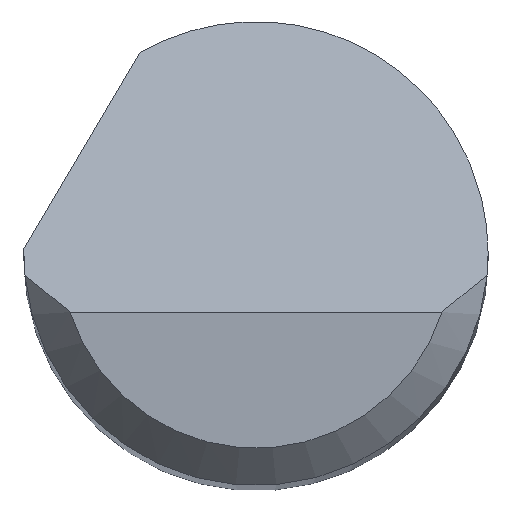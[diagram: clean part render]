
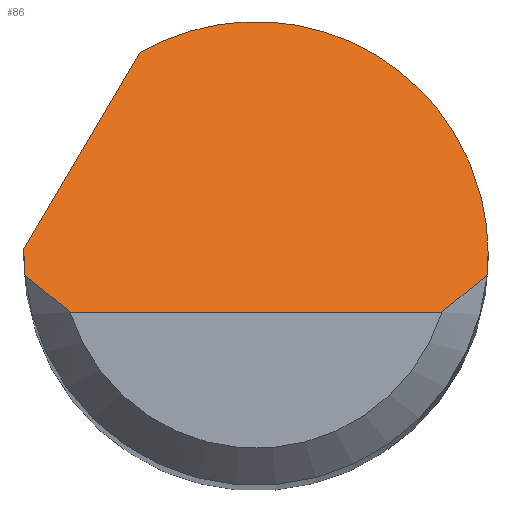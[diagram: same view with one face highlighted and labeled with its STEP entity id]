
A CAD part, top view. The second image highlights one B-rep face of the part: STEP entity #86.
In plain terms, the highlighted planar face has unit normal (0, 0.707, 0.707).
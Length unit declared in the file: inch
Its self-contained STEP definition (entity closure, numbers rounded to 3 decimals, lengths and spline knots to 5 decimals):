
#10 = CARTESIAN_POINT ( 'NONE',  ( -0.09375, -0.00292, 1.47917 ) ) ;
#36 = VERTEX_POINT ( 'NONE', #615 ) ;
#38 = CARTESIAN_POINT ( 'NONE',  ( -0.07508, -0.02375, 1.5 ) ) ;
#39 = CARTESIAN_POINT ( 'NONE',  ( -0.09334, -0.00875, 1.485 ) ) ;
#42 =( BOUNDED_CURVE ( )  B_SPLINE_CURVE ( 3, ( #99, #612, #329, #316 ),
 .UNSPECIFIED., .F., .F. ) 
 B_SPLINE_CURVE_WITH_KNOTS ( ( 4, 4 ),
 ( 4.71239, 4.73372 ),
 .UNSPECIFIED. ) 
 CURVE ( )  GEOMETRIC_REPRESENTATION_ITEM ( )  RATIONAL_B_SPLINE_CURVE ( ( 1., 1., 1., 1. ) ) 
 REPRESENTATION_ITEM ( '' )  );
#46 = CARTESIAN_POINT ( 'NONE',  ( 0.08157, -0.019, 1.49525 ) ) ;
#50 = ORIENTED_EDGE ( 'NONE', *, *, #151, .T. ) ;
#53 = EDGE_CURVE ( 'NONE', #36, #470, #234, .T. ) ;
#58 = CARTESIAN_POINT ( 'NONE',  ( 0.09375, 0., 1.47625 ) ) ;
#64 = EDGE_LOOP ( 'NONE', ( #50, #539, #366, #340, #679, #518, #117, #119 ) ) ;
#73 = CARTESIAN_POINT ( 'NONE',  ( -0.09375, 0., 1.47625 ) ) ;
#74 = CARTESIAN_POINT ( 'NONE',  ( -0.09375, 0., 1.47625 ) ) ;
#75 = VERTEX_POINT ( 'NONE', #760 ) ;
#79 = VERTEX_POINT ( 'NONE', #58 ) ;
#86 = ADVANCED_FACE ( 'NONE', ( #634 ), #569, .F. ) ;
#99 = CARTESIAN_POINT ( 'NONE',  ( -0.09375, 0., 1.47625 ) ) ;
#105 = CARTESIAN_POINT ( 'NONE',  ( -0.0471, 0.08106, 1.39519 ) ) ;
#108 = DIRECTION ( 'NONE',  ( 1., 0., 0. ) ) ;
#112 =( BOUNDED_CURVE ( )  B_SPLINE_CURVE ( 3, ( #348, #720, #10, #74 ),
 .UNSPECIFIED., .F., .T. ) 
 B_SPLINE_CURVE_WITH_KNOTS ( ( 4, 4 ),
 ( 4.61892, 4.71239 ),
 .UNSPECIFIED. ) 
 CURVE ( )  GEOMETRIC_REPRESENTATION_ITEM ( )  RATIONAL_B_SPLINE_CURVE ( ( 1., 0.999, 0.999, 1. ) ) 
 REPRESENTATION_ITEM ( '' )  );
#117 = ORIENTED_EDGE ( 'NONE', *, *, #244, .F. ) ;
#119 = ORIENTED_EDGE ( 'NONE', *, *, #53, .T. ) ;
#131 = EDGE_CURVE ( 'NONE', #456, #79, #288, .T. ) ;
#145 = EDGE_CURVE ( 'NONE', #75, #285, #449, .T. ) ;
#146 = DIRECTION ( 'NONE',  ( 0.385, 0.653, -0.653 ) ) ;
#151 = EDGE_CURVE ( 'NONE', #470, #75, #628, .T. ) ;
#164 = CARTESIAN_POINT ( 'NONE',  ( -0.09375, -0.02375, 1.5 ) ) ;
#169 = VERTEX_POINT ( 'NONE', #216 ) ;
#214 = CARTESIAN_POINT ( 'NONE',  ( 0.09334, -0.00875, 1.485 ) ) ;
#216 = CARTESIAN_POINT ( 'NONE',  ( -0.09373, 0.002, 1.47425 ) ) ;
#220 = CARTESIAN_POINT ( 'NONE',  ( 0.09375, 0., 1.47625 ) ) ;
#234 = B_SPLINE_CURVE_WITH_KNOTS ( 'NONE', 3,
 ( #39, #604, #310, #267 ),
 .UNSPECIFIED., .F., .F.,
 ( 4, 4 ),
 ( 0., 0.00071 ),
 .UNSPECIFIED. ) ;
#237 = AXIS2_PLACEMENT_3D ( 'NONE', #164, #694, #330 ) ;
#244 = EDGE_CURVE ( 'NONE', #36, #635, #112, .T. ) ;
#267 = CARTESIAN_POINT ( 'NONE',  ( -0.07508, -0.02375, 1.5 ) ) ;
#285 = VERTEX_POINT ( 'NONE', #301 ) ;
#288 =( BOUNDED_CURVE ( )  B_SPLINE_CURVE ( 3, ( #105, #689, #403, #220 ),
 .UNSPECIFIED., .F., .F. ) 
 B_SPLINE_CURVE_WITH_KNOTS ( ( 4, 4 ),
 ( 5.75677, 7.85398 ),
 .UNSPECIFIED. ) 
 CURVE ( )  GEOMETRIC_REPRESENTATION_ITEM ( )  RATIONAL_B_SPLINE_CURVE ( ( 1., 0.666, 0.666, 1. ) ) 
 REPRESENTATION_ITEM ( '' )  );
#294 = CARTESIAN_POINT ( 'NONE',  ( -0.10667, -0.01994, 1.49619 ) ) ;
#301 = CARTESIAN_POINT ( 'NONE',  ( 0.09334, -0.00875, 1.485 ) ) ;
#305 = VECTOR ( 'NONE', #108, 39.37008 ) ;
#310 = CARTESIAN_POINT ( 'NONE',  ( -0.08157, -0.019, 1.49525 ) ) ;
#316 = CARTESIAN_POINT ( 'NONE',  ( -0.09373, 0.002, 1.47425 ) ) ;
#322 = CARTESIAN_POINT ( 'NONE',  ( 0.09375, -0.00292, 1.47917 ) ) ;
#329 = CARTESIAN_POINT ( 'NONE',  ( -0.09374, 0.00133, 1.47492 ) ) ;
#330 = DIRECTION ( 'NONE',  ( 0., 0.707, -0.707 ) ) ;
#338 = EDGE_CURVE ( 'NONE', #169, #456, #422, .T. ) ;
#340 = ORIENTED_EDGE ( 'NONE', *, *, #131, .F. ) ;
#348 = CARTESIAN_POINT ( 'NONE',  ( -0.09334, -0.00875, 1.485 ) ) ;
#366 = ORIENTED_EDGE ( 'NONE', *, *, #747, .F. ) ;
#398 = CARTESIAN_POINT ( 'NONE',  ( 0.08761, -0.01397, 1.49022 ) ) ;
#403 = CARTESIAN_POINT ( 'NONE',  ( 0.09375, 0.08136, 1.39489 ) ) ;
#422 = LINE ( 'NONE', #294, #459 ) ;
#428 =( BOUNDED_CURVE ( )  B_SPLINE_CURVE ( 3, ( #439, #322, #552, #214 ),
 .UNSPECIFIED., .F., .T. ) 
 B_SPLINE_CURVE_WITH_KNOTS ( ( 4, 4 ),
 ( 1.5708, 1.66427 ),
 .UNSPECIFIED. ) 
 CURVE ( )  GEOMETRIC_REPRESENTATION_ITEM ( )  RATIONAL_B_SPLINE_CURVE ( ( 1., 0.999, 0.999, 1. ) ) 
 REPRESENTATION_ITEM ( '' )  );
#439 = CARTESIAN_POINT ( 'NONE',  ( 0.09375, 0., 1.47625 ) ) ;
#449 = B_SPLINE_CURVE_WITH_KNOTS ( 'NONE', 3,
 ( #632, #46, #398, #507 ),
 .UNSPECIFIED., .F., .F.,
 ( 4, 4 ),
 ( 0., 0.00071 ),
 .UNSPECIFIED. ) ;
#456 = VERTEX_POINT ( 'NONE', #550 ) ;
#459 = VECTOR ( 'NONE', #146, 39.37008 ) ;
#470 = VERTEX_POINT ( 'NONE', #38 ) ;
#507 = CARTESIAN_POINT ( 'NONE',  ( 0.09334, -0.00875, 1.485 ) ) ;
#518 = ORIENTED_EDGE ( 'NONE', *, *, #726, .F. ) ;
#539 = ORIENTED_EDGE ( 'NONE', *, *, #145, .T. ) ;
#550 = CARTESIAN_POINT ( 'NONE',  ( -0.0471, 0.08106, 1.39519 ) ) ;
#552 = CARTESIAN_POINT ( 'NONE',  ( 0.09361, -0.00584, 1.48209 ) ) ;
#569 = PLANE ( 'NONE',  #237 ) ;
#604 = CARTESIAN_POINT ( 'NONE',  ( -0.08761, -0.01397, 1.49022 ) ) ;
#612 = CARTESIAN_POINT ( 'NONE',  ( -0.09375, 0.00067, 1.47558 ) ) ;
#615 = CARTESIAN_POINT ( 'NONE',  ( -0.09334, -0.00875, 1.485 ) ) ;
#628 = LINE ( 'NONE', #636, #305 ) ;
#632 = CARTESIAN_POINT ( 'NONE',  ( 0.07508, -0.02375, 1.5 ) ) ;
#634 = FACE_OUTER_BOUND ( 'NONE', #64, .T. ) ;
#635 = VERTEX_POINT ( 'NONE', #73 ) ;
#636 = CARTESIAN_POINT ( 'NONE',  ( 0., -0.02375, 1.5 ) ) ;
#679 = ORIENTED_EDGE ( 'NONE', *, *, #338, .F. ) ;
#689 = CARTESIAN_POINT ( 'NONE',  ( 0.02324, 0.12193, 1.35432 ) ) ;
#694 = DIRECTION ( 'NONE',  ( 0., -0.707, -0.707 ) ) ;
#720 = CARTESIAN_POINT ( 'NONE',  ( -0.09361, -0.00584, 1.48209 ) ) ;
#726 = EDGE_CURVE ( 'NONE', #635, #169, #42, .T. ) ;
#747 = EDGE_CURVE ( 'NONE', #79, #285, #428, .T. ) ;
#760 = CARTESIAN_POINT ( 'NONE',  ( 0.07508, -0.02375, 1.5 ) ) ;
